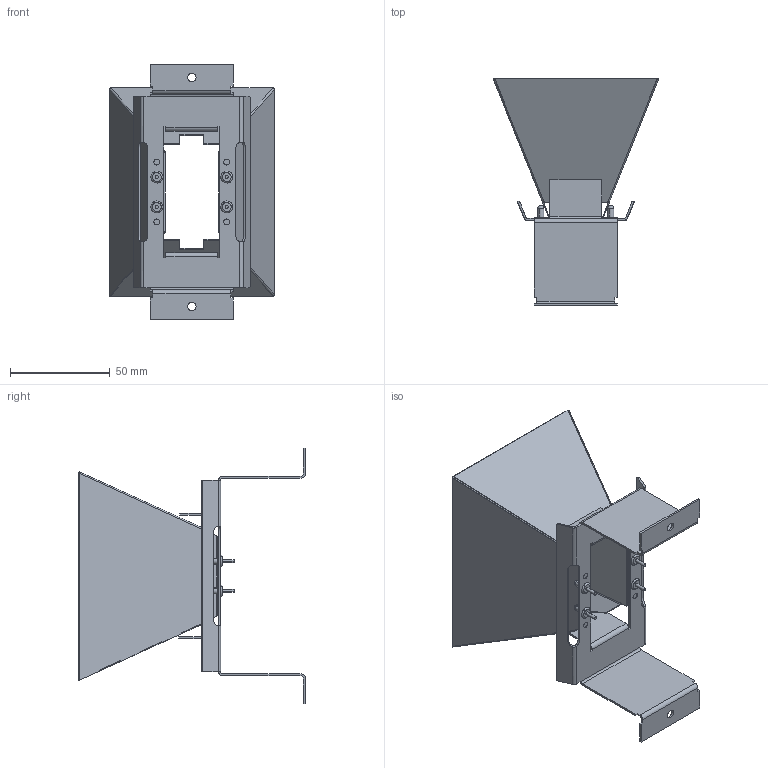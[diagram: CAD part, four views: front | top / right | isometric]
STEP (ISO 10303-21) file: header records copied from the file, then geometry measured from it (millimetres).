
FILE_DESCRIPTION (( 'STEP AP203' ), '1' );
FILE_NAME ('SL1-301-MA_v003 REFLEKTOR SESTAVA.STEP', '2019-07-16T14:29:48', ( '' ), ( '' ), 'SwSTEP 2.0', 'SolidWorks 2017', '' );
FILE_SCHEMA (( 'CONFIG_CONTROL_DESIGN' ));
Length unit declared in the file: millimetre
Products named in the file (4): SL1-013-MA_v002 REFLEKTOR; n齮 s plochou hlavou 3x6; SL1-301-MA_v003 REFLEKTOR SESTAVA; SL1-008-MA_v003 PLECH UPNUTI REFLEKTORU
Assembly tree (6 placements, depth 2):
  SL1-301-MA_v003 REFLEKTOR SESTAVA
    SL1-008-MA_v003 PLECH UPNUTI REFLEKTORU
    SL1-013-MA_v002 REFLEKTOR
    n齮 s plochou hlavou 3x6  x4
Bounding box: 82.74 x 113.4 x 128 mm (x, y, z)
Volume: 17804.4 mm3; surface area: 59693.2 mm2
Topology: 6 solids, 6 shells, 344 faces, 840 edges, 516 vertices
Faces by surface type: plane 217, cylinder 108, torus 8, bspline 7, sphere 4
Entity records: 9813 total; most frequent: CARTESIAN_POINT 1856, ORIENTED_EDGE 1548, DIRECTION 1536, EDGE_CURVE 774, VECTOR 568, LINE 568, AXIS2_PLACEMENT_3D 484, VERTEX_POINT 472
